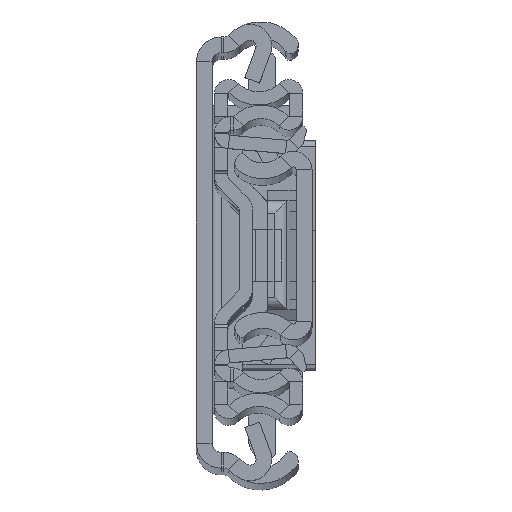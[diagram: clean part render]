
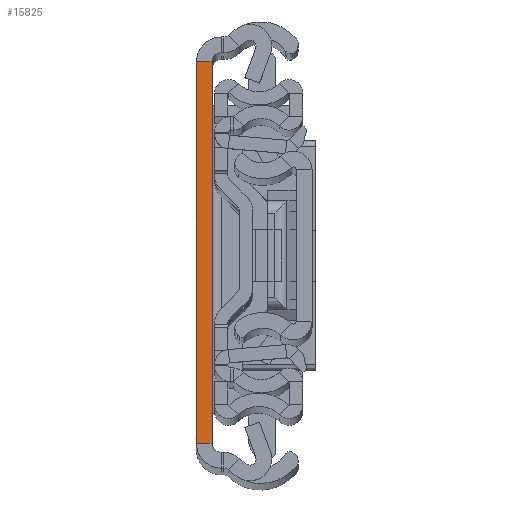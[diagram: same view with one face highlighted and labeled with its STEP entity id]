
A CAD part, top view. The second image highlights one B-rep face of the part: STEP entity #15825.
In plain terms, the highlighted planar face has unit normal (0, 0, 1).
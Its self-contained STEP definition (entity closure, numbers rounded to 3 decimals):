
#1339 = AXIS2_PLACEMENT_3D ( 'NONE', #10456, #10276, #11676 ) ;
#1369 = DIRECTION ( 'NONE',  ( 1., 0., 0. ) ) ;
#1410 = DIRECTION ( 'NONE',  ( 0., 1., 0. ) ) ;
#1863 = VERTEX_POINT ( 'NONE', #12044 ) ;
#2513 = EDGE_LOOP ( 'NONE', ( #7262, #4366, #8758, #8953 ) ) ;
#2524 = VERTEX_POINT ( 'NONE', #14071 ) ;
#3618 = VERTEX_POINT ( 'NONE', #14677 ) ;
#3708 = CARTESIAN_POINT ( 'NONE',  ( 0., -31.5, 0. ) ) ;
#3849 = PLANE ( 'NONE',  #1339 ) ;
#4099 = CARTESIAN_POINT ( 'NONE',  ( 2.6, -31.5, 0. ) ) ;
#4366 = ORIENTED_EDGE ( 'NONE', *, *, #12793, .F. ) ;
#4382 = EDGE_CURVE ( 'NONE', #2524, #3618, #5233, .T. ) ;
#4806 = CARTESIAN_POINT ( 'NONE',  ( 0., 31.5, 0. ) ) ;
#5233 = LINE ( 'NONE', #4099, #7668 ) ;
#5783 = LINE ( 'NONE', #13358, #6686 ) ;
#6686 = VECTOR ( 'NONE', #6911, 1000. ) ;
#6911 = DIRECTION ( 'NONE',  ( 1., 0., 0. ) ) ;
#7262 = ORIENTED_EDGE ( 'NONE', *, *, #16339, .F. ) ;
#7668 = VECTOR ( 'NONE', #1410, 1000. ) ;
#7987 = FACE_OUTER_BOUND ( 'NONE', #2513, .T. ) ;
#8045 = EDGE_CURVE ( 'NONE', #1863, #2524, #5783, .T. ) ;
#8758 = ORIENTED_EDGE ( 'NONE', *, *, #8045, .T. ) ;
#8896 = DIRECTION ( 'NONE',  ( 0., 1., 0. ) ) ;
#8953 = ORIENTED_EDGE ( 'NONE', *, *, #4382, .T. ) ;
#10217 = VERTEX_POINT ( 'NONE', #4806 ) ;
#10276 = DIRECTION ( 'NONE',  ( 0., 0., -1. ) ) ;
#10456 = CARTESIAN_POINT ( 'NONE',  ( 2.6, -31.5, 0. ) ) ;
#11676 = DIRECTION ( 'NONE',  ( 0., 1., 0. ) ) ;
#11975 = CARTESIAN_POINT ( 'NONE',  ( 2.6, 31.5, 0. ) ) ;
#12044 = CARTESIAN_POINT ( 'NONE',  ( 0., -31.5, 0. ) ) ;
#12793 = EDGE_CURVE ( 'NONE', #1863, #10217, #15635, .T. ) ;
#13358 = CARTESIAN_POINT ( 'NONE',  ( 2.6, -31.5, 0. ) ) ;
#14071 = CARTESIAN_POINT ( 'NONE',  ( 2.6, -31.5, 0. ) ) ;
#14677 = CARTESIAN_POINT ( 'NONE',  ( 2.6, 31.5, 0. ) ) ;
#14848 = LINE ( 'NONE', #11975, #16367 ) ;
#15456 = VECTOR ( 'NONE', #8896, 1000. ) ;
#15635 = LINE ( 'NONE', #3708, #15456 ) ;
#15825 = ADVANCED_FACE ( 'NONE', ( #7987 ), #3849, .F. ) ;
#16339 = EDGE_CURVE ( 'NONE', #10217, #3618, #14848, .T. ) ;
#16367 = VECTOR ( 'NONE', #1369, 1000. ) ;
